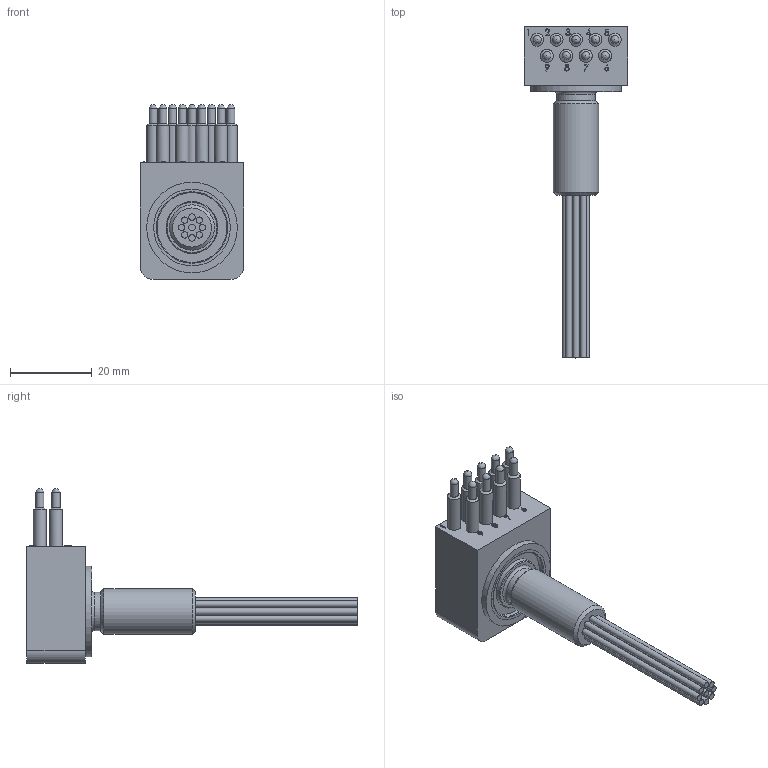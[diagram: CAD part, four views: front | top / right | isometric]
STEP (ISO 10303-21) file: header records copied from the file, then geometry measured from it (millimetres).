
FILE_DESCRIPTION(/* description */ (''),/* implementation_level */ '2;1');
FILE_NAME(/* name */ 'MCLPBH9M.stp',/* time_stamp */ '2024-01-10T13:05:05+01:00',/* author */ ('sh'),/* organization */ (''),/* preprocessor_version */ 'ST-DEVELOPER v19.2',/* originating_system */ 'Autodesk Inventor 2023',/* authorisation */ '');
FILE_SCHEMA (('AUTOMOTIVE_DESIGN { 1 0 10303 214 3 1 1 }'));
Length unit declared in the file: millimetre
Products named in the file (1): Part27
Bounding box: 25.4 x 81.33 x 42.8 mm (x, y, z)
Volume: 14671.8 mm3; surface area: 6938 mm2
Topology: 1 solids, 1 shells, 316 faces, 766 edges, 509 vertices
Faces by surface type: plane 148, bspline 120, cylinder 34, cone 11, torus 3
Full cylindrical faces by diameter (mm): 1.575 x9, 1.986 x9, 3.175 x9, 9.398 x1, 11.113 x1, 12.7 x1, 17.12 x1, 22.225 x1
Entity records: 15982 total; most frequent: CARTESIAN_POINT 8865, ORIENTED_EDGE 1532, DIRECTION 1043, EDGE_CURVE 766, VERTEX_POINT 509, LINE 423, VECTOR 423, EDGE_LOOP 373
